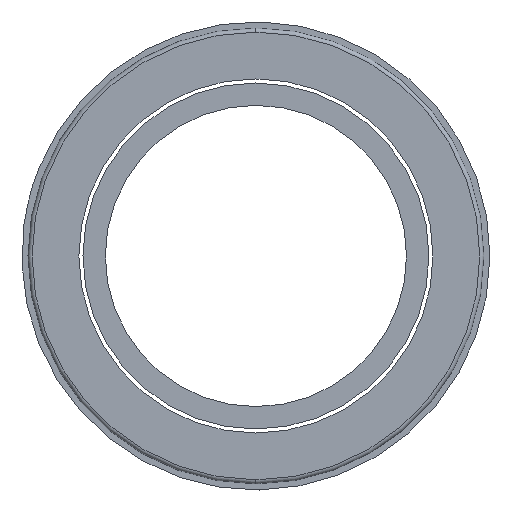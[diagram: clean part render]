
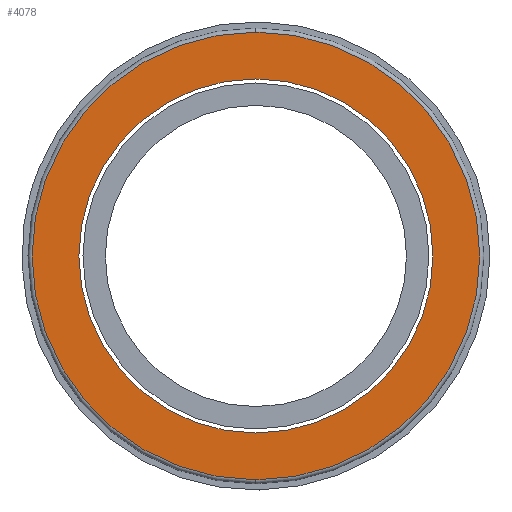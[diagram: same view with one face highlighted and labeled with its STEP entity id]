
A CAD part, left-side view. The second image highlights one B-rep face of the part: STEP entity #4078.
In plain terms, the highlighted planar face has unit normal (-1, 0, 0).
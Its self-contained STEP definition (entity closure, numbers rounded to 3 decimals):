
#805=CARTESIAN_POINT('',(-5.5,0.,0.));
#806=DIRECTION('',(-1.,0.,0.));
#807=DIRECTION('',(0.,0.,1.));
#808=AXIS2_PLACEMENT_3D('',#805,#806,#807);
#810=CARTESIAN_POINT('',(-5.5,0.,0.));
#811=DIRECTION('',(-1.,0.,0.));
#812=DIRECTION('',(0.,0.,-1.));
#813=AXIS2_PLACEMENT_3D('',#810,#811,#812);
#815=CARTESIAN_POINT('',(-5.5,0.,0.));
#816=DIRECTION('',(1.,0.,0.));
#817=DIRECTION('',(0.,0.,-1.));
#818=AXIS2_PLACEMENT_3D('',#815,#816,#817);
#820=CARTESIAN_POINT('',(-5.5,0.,0.));
#821=DIRECTION('',(1.,0.,0.));
#822=DIRECTION('',(0.,0.,1.));
#823=AXIS2_PLACEMENT_3D('',#820,#821,#822);
#2853=CARTESIAN_POINT('',(-5.5,0.,-43.5));
#2854=CARTESIAN_POINT('',(-5.5,0.,43.5));
#2855=VERTEX_POINT('',#2853);
#2856=VERTEX_POINT('',#2854);
#2857=CARTESIAN_POINT('',(-5.5,0.,55.));
#2858=CARTESIAN_POINT('',(-5.5,0.,-55.));
#2859=VERTEX_POINT('',#2857);
#2860=VERTEX_POINT('',#2858);
#4062=CARTESIAN_POINT('',(-5.5,0.,0.));
#4063=DIRECTION('',(-1.,0.,0.));
#4064=DIRECTION('',(0.,0.,-1.));
#4065=AXIS2_PLACEMENT_3D('',#4062,#4063,#4064);
#4066=PLANE('',#4065);
#4068=ORIENTED_EDGE('',*,*,#4067,.F.);
#4069=ORIENTED_EDGE('',*,*,#4052,.F.);
#4070=EDGE_LOOP('',(#4068,#4069));
#4071=FACE_OUTER_BOUND('',#4070,.F.);
#4073=ORIENTED_EDGE('',*,*,#4072,.F.);
#4075=ORIENTED_EDGE('',*,*,#4074,.F.);
#4076=EDGE_LOOP('',(#4073,#4075));
#4077=FACE_BOUND('',#4076,.F.);
#4078=ADVANCED_FACE('',(#4071,#4077),#4066,.T.);
#809=CIRCLE('',#808,55.);
#814=CIRCLE('',#813,55.);
#819=CIRCLE('',#818,43.5);
#824=CIRCLE('',#823,43.5);
#4052=EDGE_CURVE('',#2860,#2859,#814,.T.);
#4067=EDGE_CURVE('',#2859,#2860,#809,.T.);
#4072=EDGE_CURVE('',#2855,#2856,#819,.T.);
#4074=EDGE_CURVE('',#2856,#2855,#824,.T.);
